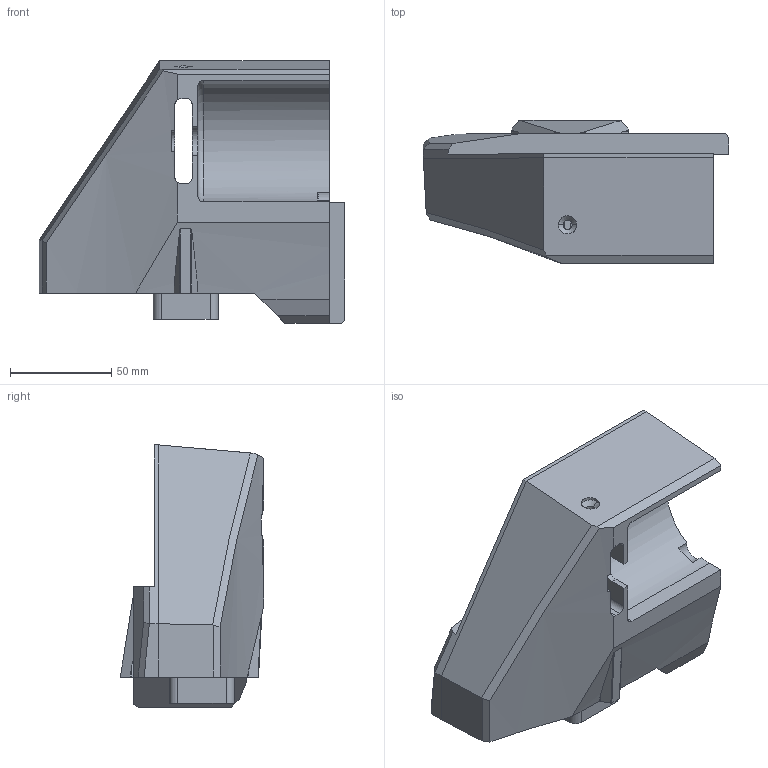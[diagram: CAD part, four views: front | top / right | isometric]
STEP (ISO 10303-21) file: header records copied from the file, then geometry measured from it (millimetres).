
FILE_DESCRIPTION (( 'STEP AP214' ), '1' );
FILE_NAME ('SymétrieCarter moteurV1.4U.STEP', '2020-12-14T14:53:35', ( '' ), ( '' ), 'SwSTEP 2.0', 'SolidWorks 2020', '' );
FILE_SCHEMA (( 'AUTOMOTIVE_DESIGN' ));
Length unit declared in the file: millimetre
Products named in the file (1): SymétrieCarter moteurV1.4U
Bounding box: 150.64 x 70.73 x 129.35 mm (x, y, z)
Volume: 425732.2 mm3; surface area: 87249.6 mm2
Topology: 1 solids, 1 shells, 163 faces, 442 edges, 272 vertices
Faces by surface type: plane 69, cylinder 61, cone 18, bspline 8, torus 4, sphere 3
Entity records: 5935 total; most frequent: CARTESIAN_POINT 1780, ORIENTED_EDGE 848, DIRECTION 803, EDGE_CURVE 424, AXIS2_PLACEMENT_3D 278, VERTEX_POINT 271, VECTOR 247, LINE 247
